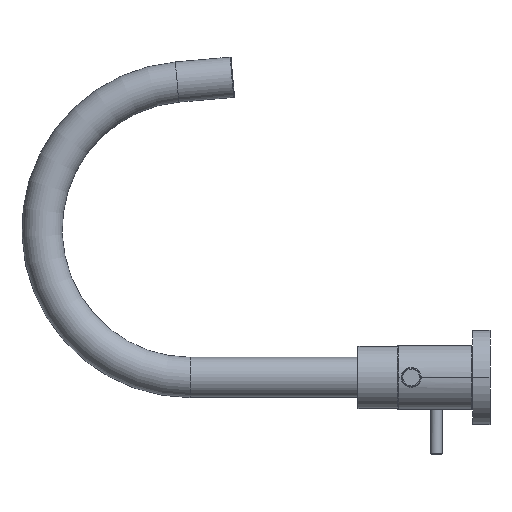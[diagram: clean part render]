
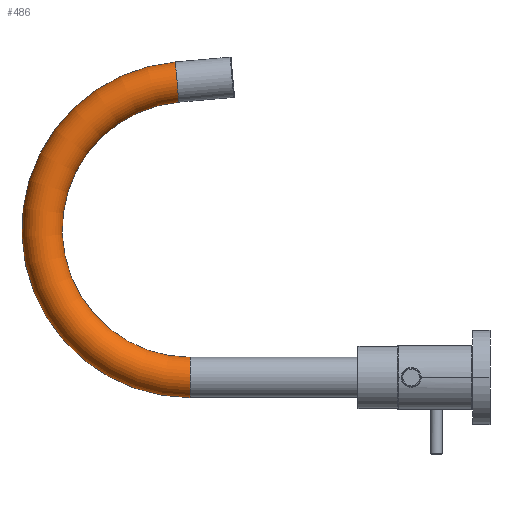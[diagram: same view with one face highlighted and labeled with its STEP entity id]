
A CAD part, left-side view. The second image highlights one B-rep face of the part: STEP entity #486.
In plain terms, the highlighted toroidal (fillet/blend) face has major radius 88 mm and minor radius 12 mm.
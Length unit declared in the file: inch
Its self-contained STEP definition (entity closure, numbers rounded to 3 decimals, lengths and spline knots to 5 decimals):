
#7=CARTESIAN_POINT('',(0.,7.02362,3.46457));
#8=DIRECTION('',(-1.,0.,0.));
#9=DIRECTION('',(0.,0.087,0.996));
#10=AXIS2_PLACEMENT_3D('',#7,#8,#9);
#55=CARTESIAN_POINT('',(0.,7.32558,6.91595));
#56=DIRECTION('',(0.,-0.996,0.087));
#57=DIRECTION('',(0.,0.087,0.996));
#58=AXIS2_PLACEMENT_3D('',#55,#56,#57);
#60=CARTESIAN_POINT('',(0.,7.02362,3.46457));
#61=DIRECTION('',(-1.,0.,0.));
#62=DIRECTION('',(0.,0.087,0.996));
#63=AXIS2_PLACEMENT_3D('',#60,#61,#62);
#65=CARTESIAN_POINT('',(0.,7.02362,0.));
#66=DIRECTION('',(0.,-1.,0.));
#67=DIRECTION('',(0.,0.,1.));
#68=AXIS2_PLACEMENT_3D('',#65,#66,#67);
#359=CARTESIAN_POINT('',(0.,7.36675,7.38659));
#360=CARTESIAN_POINT('',(0.,7.2844,6.44531));
#361=VERTEX_POINT('',#359);
#362=VERTEX_POINT('',#360);
#363=CARTESIAN_POINT('',(0.,7.02362,-0.47244));
#364=VERTEX_POINT('',#363);
#365=CARTESIAN_POINT('',(0.,7.02362,0.47244));
#366=VERTEX_POINT('',#365);
#474=CARTESIAN_POINT('',(0.,7.02362,3.46457));
#475=DIRECTION('',(-1.,0.,0.));
#476=DIRECTION('',(0.,-0.087,-0.996));
#477=AXIS2_PLACEMENT_3D('',#474,#475,#476);
#478=TOROIDAL_SURFACE('',#477,3.46457,0.47244);
#479=ORIENTED_EDGE('',*,*,#431,.T.);
#480=ORIENTED_EDGE('',*,*,#402,.T.);
#482=ORIENTED_EDGE('',*,*,#481,.T.);
#483=ORIENTED_EDGE('',*,*,#398,.F.);
#484=EDGE_LOOP('',(#479,#480,#482,#483));
#485=FACE_OUTER_BOUND('',#484,.F.);
#486=ADVANCED_FACE('',(#485),#478,.T.);
#11=CIRCLE('',#10,3.93701);
#59=CIRCLE('',#58,0.47244);
#64=CIRCLE('',#63,2.99213);
#69=CIRCLE('',#68,0.47244);
#398=EDGE_CURVE('',#361,#364,#11,.T.);
#402=EDGE_CURVE('',#362,#366,#64,.T.);
#431=EDGE_CURVE('',#361,#362,#59,.T.);
#481=EDGE_CURVE('',#366,#364,#69,.T.);
